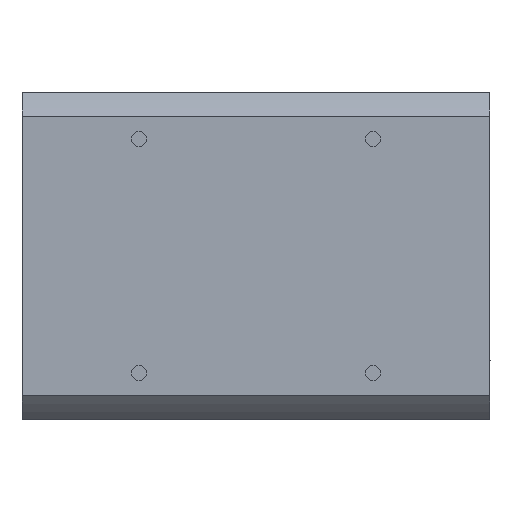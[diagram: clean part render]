
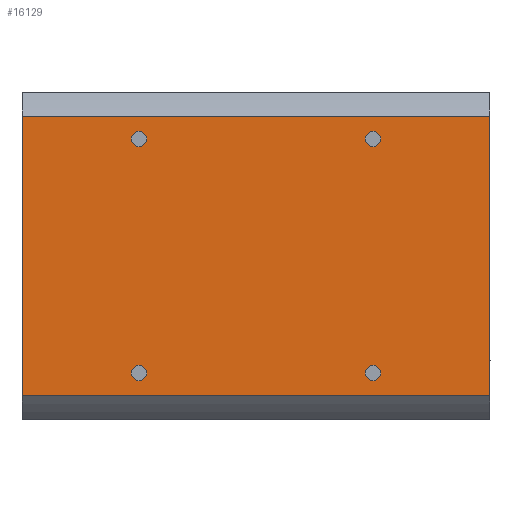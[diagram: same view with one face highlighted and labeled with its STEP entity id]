
A CAD part, front view. The second image highlights one B-rep face of the part: STEP entity #16129.
In plain terms, the highlighted planar face has unit normal (0, -1, 0).
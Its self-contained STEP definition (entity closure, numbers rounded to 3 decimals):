
#213 = DIRECTION ( 'NONE',  ( 1., 0., 0. ) ) ;
#247 = VERTEX_POINT ( 'NONE', #22098 ) ;
#402 = ORIENTED_EDGE ( 'NONE', *, *, #7627, .T. ) ;
#1043 = EDGE_CURVE ( 'NONE', #23809, #11177, #57432, .T. ) ;
#2031 = DIRECTION ( 'NONE',  ( 0., -1., 0. ) ) ;
#2657 = CARTESIAN_POINT ( 'NONE',  ( 100.095, -35., -35. ) ) ;
#3109 = EDGE_CURVE ( 'NONE', #10792, #58877, #52746, .T. ) ;
#7564 = CARTESIAN_POINT ( 'NONE',  ( 0.095, -35., 29.85 ) ) ;
#7627 = EDGE_CURVE ( 'NONE', #62317, #18368, #15365, .T. ) ;
#7688 = DIRECTION ( 'NONE',  ( 0., 0., -1. ) ) ;
#8204 = CARTESIAN_POINT ( 'NONE',  ( 0.095, -35., 29.85 ) ) ;
#9191 = ORIENTED_EDGE ( 'NONE', *, *, #74262, .T. ) ;
#10792 = VERTEX_POINT ( 'NONE', #32252 ) ;
#11177 = VERTEX_POINT ( 'NONE', #35714 ) ;
#12591 = CARTESIAN_POINT ( 'NONE',  ( 100.095, -35., -29.85 ) ) ;
#13576 = CIRCLE ( 'NONE', #34975, 1.65 ) ;
#14207 = VERTEX_POINT ( 'NONE', #59516 ) ;
#15365 = CIRCLE ( 'NONE', #90392, 1.65 ) ;
#15424 = CIRCLE ( 'NONE', #57905, 1.65 ) ;
#16129 = ADVANCED_FACE ( 'NONE', ( #74154, #62688, #17942, #82087, #67292 ), #89867, .T. ) ;
#17942 = FACE_BOUND ( 'NONE', #50879, .T. ) ;
#18368 = VERTEX_POINT ( 'NONE', #74228 ) ;
#19819 = EDGE_CURVE ( 'NONE', #247, #27246, #15424, .T. ) ;
#20234 = AXIS2_PLACEMENT_3D ( 'NONE', #2657, #2031, #61391 ) ;
#20540 = DIRECTION ( 'NONE',  ( 0., 0., 1. ) ) ;
#20914 = DIRECTION ( 'NONE',  ( -1., 0., 0. ) ) ;
#22098 = CARTESIAN_POINT ( 'NONE',  ( 25.095, -35., -23.35 ) ) ;
#22502 = EDGE_CURVE ( 'NONE', #27246, #247, #73603, .T. ) ;
#23712 = VERTEX_POINT ( 'NONE', #36149 ) ;
#23809 = VERTEX_POINT ( 'NONE', #8204 ) ;
#24764 = DIRECTION ( 'NONE',  ( 0., 1., 0. ) ) ;
#25709 = DIRECTION ( 'NONE',  ( 0., 1., 0. ) ) ;
#27246 = VERTEX_POINT ( 'NONE', #46335 ) ;
#28156 = DIRECTION ( 'NONE',  ( 0., 1., 0. ) ) ;
#28596 = CARTESIAN_POINT ( 'NONE',  ( 25.095, -35., 25. ) ) ;
#29953 = VECTOR ( 'NONE', #213, 1000. ) ;
#30436 = CARTESIAN_POINT ( 'NONE',  ( 25.095, -35., -25. ) ) ;
#30964 = DIRECTION ( 'NONE',  ( 0., 1., 0. ) ) ;
#31592 = DIRECTION ( 'NONE',  ( 0., 0., -1. ) ) ;
#32252 = CARTESIAN_POINT ( 'NONE',  ( 100.095, -35., 29.85 ) ) ;
#33381 = AXIS2_PLACEMENT_3D ( 'NONE', #72460, #56495, #20540 ) ;
#33850 = ORIENTED_EDGE ( 'NONE', *, *, #19819, .T. ) ;
#34072 = AXIS2_PLACEMENT_3D ( 'NONE', #28596, #79835, #7688 ) ;
#34975 = AXIS2_PLACEMENT_3D ( 'NONE', #57372, #28156, #35545 ) ;
#35545 = DIRECTION ( 'NONE',  ( 0., 0., 1. ) ) ;
#35714 = CARTESIAN_POINT ( 'NONE',  ( 0.095, -35., -29.85 ) ) ;
#36149 = CARTESIAN_POINT ( 'NONE',  ( 75.095, -35., -23.35 ) ) ;
#36221 = CARTESIAN_POINT ( 'NONE',  ( 100.095, -35., 29.85 ) ) ;
#36943 = EDGE_CURVE ( 'NONE', #58877, #11177, #88616, .T. ) ;
#37745 = ORIENTED_EDGE ( 'NONE', *, *, #22502, .T. ) ;
#38005 = CARTESIAN_POINT ( 'NONE',  ( 0.095, -35., 29.85 ) ) ;
#39040 = EDGE_LOOP ( 'NONE', ( #59670, #9191 ) ) ;
#40502 = VECTOR ( 'NONE', #20914, 1000. ) ;
#41569 = CARTESIAN_POINT ( 'NONE',  ( 75.095, -35., 23.35 ) ) ;
#43890 = EDGE_CURVE ( 'NONE', #18368, #62317, #13576, .T. ) ;
#43931 = DIRECTION ( 'NONE',  ( 0., 1., 0. ) ) ;
#45716 = DIRECTION ( 'NONE',  ( 0., 0., 1. ) ) ;
#45903 = ORIENTED_EDGE ( 'NONE', *, *, #78576, .T. ) ;
#46335 = CARTESIAN_POINT ( 'NONE',  ( 25.095, -35., -26.65 ) ) ;
#47539 = CARTESIAN_POINT ( 'NONE',  ( 75.095, -35., 25. ) ) ;
#48494 = ORIENTED_EDGE ( 'NONE', *, *, #36943, .F. ) ;
#48990 = CIRCLE ( 'NONE', #67522, 1.65 ) ;
#49487 = LINE ( 'NONE', #7564, #29953 ) ;
#50879 = EDGE_LOOP ( 'NONE', ( #37745, #33850 ) ) ;
#52737 = CIRCLE ( 'NONE', #77378, 1.65 ) ;
#52746 = LINE ( 'NONE', #36221, #84748 ) ;
#52853 = VERTEX_POINT ( 'NONE', #62535 ) ;
#55259 = ORIENTED_EDGE ( 'NONE', *, *, #93878, .F. ) ;
#56495 = DIRECTION ( 'NONE',  ( 0., 1., 0. ) ) ;
#56812 = CIRCLE ( 'NONE', #34072, 1.65 ) ;
#57372 = CARTESIAN_POINT ( 'NONE',  ( 75.095, -35., 25. ) ) ;
#57432 = LINE ( 'NONE', #38005, #84834 ) ;
#57662 = EDGE_CURVE ( 'NONE', #52853, #23712, #52737, .T. ) ;
#57905 = AXIS2_PLACEMENT_3D ( 'NONE', #30436, #81661, #81976 ) ;
#58877 = VERTEX_POINT ( 'NONE', #70709 ) ;
#59516 = CARTESIAN_POINT ( 'NONE',  ( 25.095, -35., 26.65 ) ) ;
#59670 = ORIENTED_EDGE ( 'NONE', *, *, #80824, .T. ) ;
#60062 = ORIENTED_EDGE ( 'NONE', *, *, #43890, .T. ) ;
#61391 = DIRECTION ( 'NONE',  ( 0., 0., -1. ) ) ;
#62197 = EDGE_LOOP ( 'NONE', ( #71792, #45903 ) ) ;
#62317 = VERTEX_POINT ( 'NONE', #41569 ) ;
#62535 = CARTESIAN_POINT ( 'NONE',  ( 75.095, -35., -26.65 ) ) ;
#62688 = FACE_BOUND ( 'NONE', #72288, .T. ) ;
#64493 = DIRECTION ( 'NONE',  ( 0., 0., -1. ) ) ;
#66052 = CARTESIAN_POINT ( 'NONE',  ( 75.095, -35., -25. ) ) ;
#66656 = VERTEX_POINT ( 'NONE', #66918 ) ;
#66918 = CARTESIAN_POINT ( 'NONE',  ( 25.095, -35., 23.35 ) ) ;
#67292 = FACE_BOUND ( 'NONE', #39040, .T. ) ;
#67522 = AXIS2_PLACEMENT_3D ( 'NONE', #82493, #30964, #45716 ) ;
#70709 = CARTESIAN_POINT ( 'NONE',  ( 100.095, -35., -29.85 ) ) ;
#71792 = ORIENTED_EDGE ( 'NONE', *, *, #57662, .T. ) ;
#72288 = EDGE_LOOP ( 'NONE', ( #402, #60062 ) ) ;
#72460 = CARTESIAN_POINT ( 'NONE',  ( 75.095, -35., -25. ) ) ;
#73354 = EDGE_LOOP ( 'NONE', ( #48494, #75125, #55259, #87105 ) ) ;
#73603 = CIRCLE ( 'NONE', #75702, 1.65 ) ;
#74154 = FACE_OUTER_BOUND ( 'NONE', #73354, .T. ) ;
#74228 = CARTESIAN_POINT ( 'NONE',  ( 75.095, -35., 26.65 ) ) ;
#74262 = EDGE_CURVE ( 'NONE', #14207, #66656, #48990, .T. ) ;
#74751 = CIRCLE ( 'NONE', #33381, 1.65 ) ;
#75125 = ORIENTED_EDGE ( 'NONE', *, *, #3109, .F. ) ;
#75702 = AXIS2_PLACEMENT_3D ( 'NONE', #82758, #24764, #82123 ) ;
#77002 = DIRECTION ( 'NONE',  ( 0., 0., -1. ) ) ;
#77378 = AXIS2_PLACEMENT_3D ( 'NONE', #66052, #43931, #80710 ) ;
#78576 = EDGE_CURVE ( 'NONE', #23712, #52853, #74751, .T. ) ;
#79835 = DIRECTION ( 'NONE',  ( 0., 1., 0. ) ) ;
#80710 = DIRECTION ( 'NONE',  ( 0., 0., -1. ) ) ;
#80824 = EDGE_CURVE ( 'NONE', #66656, #14207, #56812, .T. ) ;
#81661 = DIRECTION ( 'NONE',  ( 0., 1., 0. ) ) ;
#81976 = DIRECTION ( 'NONE',  ( 0., 0., 1. ) ) ;
#82087 = FACE_BOUND ( 'NONE', #62197, .T. ) ;
#82123 = DIRECTION ( 'NONE',  ( 0., 0., -1. ) ) ;
#82493 = CARTESIAN_POINT ( 'NONE',  ( 25.095, -35., 25. ) ) ;
#82758 = CARTESIAN_POINT ( 'NONE',  ( 25.095, -35., -25. ) ) ;
#84748 = VECTOR ( 'NONE', #64493, 1000. ) ;
#84834 = VECTOR ( 'NONE', #31592, 1000. ) ;
#87105 = ORIENTED_EDGE ( 'NONE', *, *, #1043, .T. ) ;
#88616 = LINE ( 'NONE', #12591, #40502 ) ;
#89867 = PLANE ( 'NONE',  #20234 ) ;
#90392 = AXIS2_PLACEMENT_3D ( 'NONE', #47539, #25709, #77002 ) ;
#93878 = EDGE_CURVE ( 'NONE', #23809, #10792, #49487, .T. ) ;
